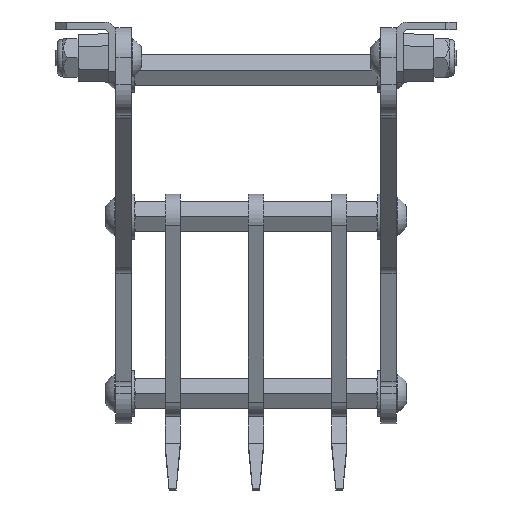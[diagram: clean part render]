
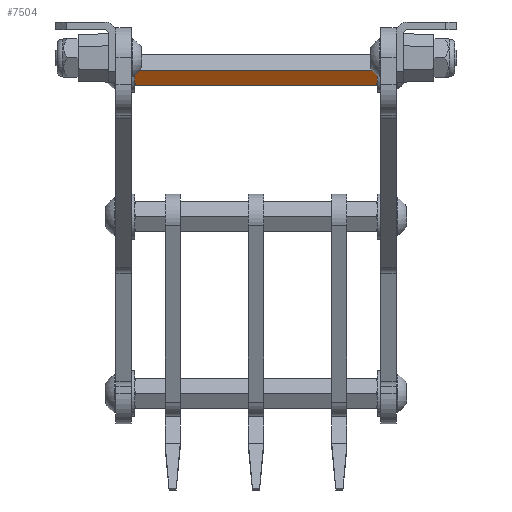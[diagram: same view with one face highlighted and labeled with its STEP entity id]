
A CAD part, front view. The second image highlights one B-rep face of the part: STEP entity #7504.
In plain terms, the highlighted face is planar.
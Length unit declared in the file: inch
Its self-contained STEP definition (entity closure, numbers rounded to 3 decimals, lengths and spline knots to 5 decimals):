
#231=B_SPLINE_CURVE_WITH_KNOTS('',3,(#12393,#12394,#12395,#12396,#12397,
#12398),.UNSPECIFIED.,.F.,.F.,(4,2,4),(0.62979,0.80268,
0.97557),.UNSPECIFIED.);
#243=B_SPLINE_CURVE_WITH_KNOTS('',3,(#12478,#12479,#12480,#12481,#12482,
#12483,#12484),.UNSPECIFIED.,.F.,.F.,(4,3,4),(-0.17289,0.,0.17289),
 .UNSPECIFIED.);
#686=PLANE('',#8140);
#1059=FACE_OUTER_BOUND('',#1534,.T.);
#1534=EDGE_LOOP('',(#6590,#6591,#6592,#6593));
#2161=LINE('',#12495,#2859);
#2162=LINE('',#12499,#2860);
#2859=VECTOR('',#9861,0.3937);
#2860=VECTOR('',#9868,0.3937);
#3778=VERTEX_POINT('',#12391);
#3779=VERTEX_POINT('',#12392);
#3790=VERTEX_POINT('',#12469);
#3791=VERTEX_POINT('',#12477);
#4729=EDGE_CURVE('',#3778,#3779,#231,.T.);
#4743=EDGE_CURVE('',#3791,#3790,#243,.T.);
#4748=EDGE_CURVE('',#3778,#3790,#2161,.T.);
#4749=EDGE_CURVE('',#3779,#3791,#2162,.T.);
#6590=ORIENTED_EDGE('',*,*,#4729,.T.);
#6591=ORIENTED_EDGE('',*,*,#4749,.T.);
#6592=ORIENTED_EDGE('',*,*,#4743,.T.);
#6593=ORIENTED_EDGE('',*,*,#4748,.F.);
#7504=ADVANCED_FACE('',(#1059),#686,.T.);
#8140=AXIS2_PLACEMENT_3D('',#12498,#9866,#9867);
#9861=DIRECTION('',(0.,1.,0.));
#9866=DIRECTION('center_axis',(-0.866,0.,
0.5));
#9867=DIRECTION('ref_axis',(0.5,0.,0.866));
#9868=DIRECTION('',(0.,1.,0.));
#12391=CARTESIAN_POINT('',(-0.14434,0.005,0.));
#12392=CARTESIAN_POINT('',(-0.07217,0.005,0.125));
#12393=CARTESIAN_POINT('Ctrl Pts',(-0.14434,0.005,
0.));
#12394=CARTESIAN_POINT('Ctrl Pts',(-0.13264,0.00013,
0.02026));
#12395=CARTESIAN_POINT('Ctrl Pts',(-0.1196,0.00025,
0.04285));
#12396=CARTESIAN_POINT('Ctrl Pts',(-0.09691,0.00025,
0.08215));
#12397=CARTESIAN_POINT('Ctrl Pts',(-0.08386,0.00013,
0.10474));
#12398=CARTESIAN_POINT('Ctrl Pts',(-0.07217,0.005,
0.125));
#12469=CARTESIAN_POINT('',(-0.14434,1.995,0.));
#12477=CARTESIAN_POINT('',(-0.07217,1.995,0.125));
#12478=CARTESIAN_POINT('Ctrl Pts',(-0.07217,1.995,0.125));
#12479=CARTESIAN_POINT('Ctrl Pts',(-0.08386,1.99987,
0.10474));
#12480=CARTESIAN_POINT('Ctrl Pts',(-0.09691,1.99975,
0.08215));
#12481=CARTESIAN_POINT('Ctrl Pts',(-0.10825,1.99975,
0.0625));
#12482=CARTESIAN_POINT('Ctrl Pts',(-0.1196,1.99975,
0.04285));
#12483=CARTESIAN_POINT('Ctrl Pts',(-0.13264,1.99987,
0.02026));
#12484=CARTESIAN_POINT('Ctrl Pts',(-0.14434,1.995,0.));
#12495=CARTESIAN_POINT('',(-0.14434,0.,0.));
#12498=CARTESIAN_POINT('Origin',(-0.14434,0.,
0.));
#12499=CARTESIAN_POINT('',(-0.07217,0.,0.125));
